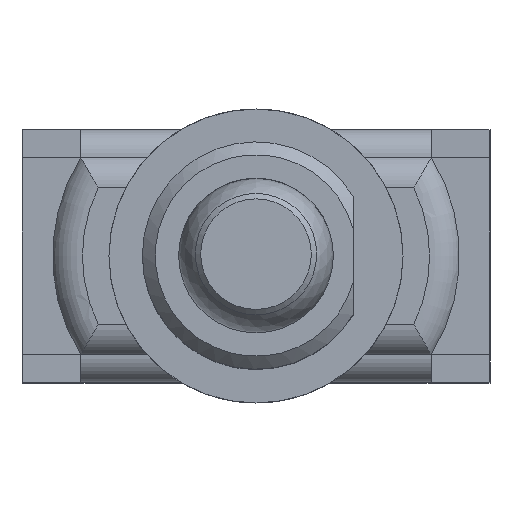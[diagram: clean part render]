
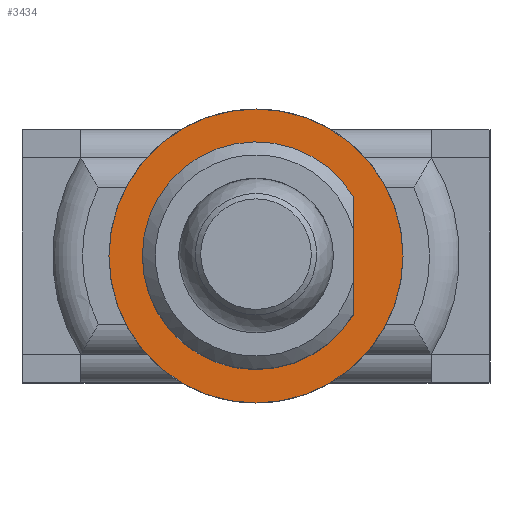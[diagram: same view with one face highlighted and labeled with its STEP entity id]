
A CAD part, top view. The second image highlights one B-rep face of the part: STEP entity #3434.
In plain terms, the highlighted planar face has unit normal (0, 0, 1).
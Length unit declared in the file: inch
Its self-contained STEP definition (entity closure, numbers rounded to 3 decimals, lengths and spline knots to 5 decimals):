
#38=FACE_BOUND('',#467,.T.);
#119=CIRCLE('',#3696,0.12146);
#120=CIRCLE('',#3698,0.15709);
#256=FACE_OUTER_BOUND('',#466,.T.);
#466=EDGE_LOOP('',(#2587));
#467=EDGE_LOOP('',(#2588,#2589));
#806=LINE('',#5408,#1191);
#1191=VECTOR('',#4299,0.3937);
#1544=VERTEX_POINT('',#5405);
#1545=VERTEX_POINT('',#5407);
#1546=VERTEX_POINT('',#5414);
#1922=EDGE_CURVE('',#1545,#1544,#806,.T.);
#1925=EDGE_CURVE('',#1544,#1545,#119,.T.);
#1926=EDGE_CURVE('',#1546,#1546,#120,.T.);
#2587=ORIENTED_EDGE('',*,*,#1926,.T.);
#2588=ORIENTED_EDGE('',*,*,#1925,.T.);
#2589=ORIENTED_EDGE('',*,*,#1922,.T.);
#3275=PLANE('',#3697);
#3434=ADVANCED_FACE('',(#256,#38),#3275,.T.);
#3696=AXIS2_PLACEMENT_3D('',#5412,#4304,#4305);
#3697=AXIS2_PLACEMENT_3D('',#5413,#4306,#4307);
#3698=AXIS2_PLACEMENT_3D('',#5415,#4308,#4309);
#4299=DIRECTION('',(0.,-1.,0.));
#4304=DIRECTION('center_axis',(0.,0.,
-1.));
#4305=DIRECTION('ref_axis',(-0.854,-0.52,0.));
#4306=DIRECTION('center_axis',(0.,0.,
1.));
#4307=DIRECTION('ref_axis',(-1.,0.,0.));
#4308=DIRECTION('center_axis',(0.,0.,
1.));
#4309=DIRECTION('ref_axis',(-1.,0.,0.));
#5405=CARTESIAN_POINT('',(0.10374,-0.06316,0.41024));
#5407=CARTESIAN_POINT('',(0.10374,0.06316,0.41024));
#5408=CARTESIAN_POINT('',(0.10374,0.06316,0.41024));
#5412=CARTESIAN_POINT('Origin',(0.,0.,
0.41024));
#5413=CARTESIAN_POINT('Origin',(0.,0.,
0.41024));
#5414=CARTESIAN_POINT('',(0.15709,0.,0.41024));
#5415=CARTESIAN_POINT('Origin',(0.,0.,
0.41024));
